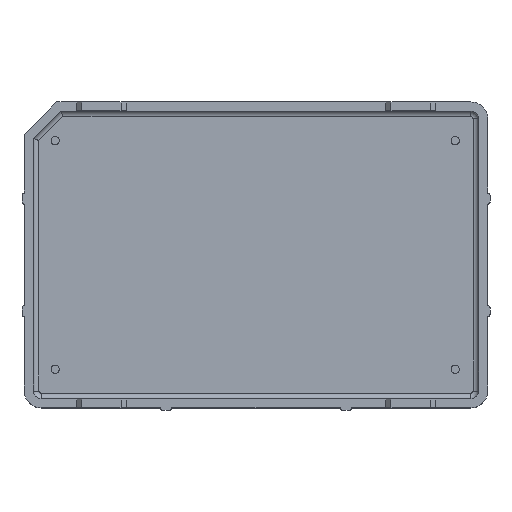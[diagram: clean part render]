
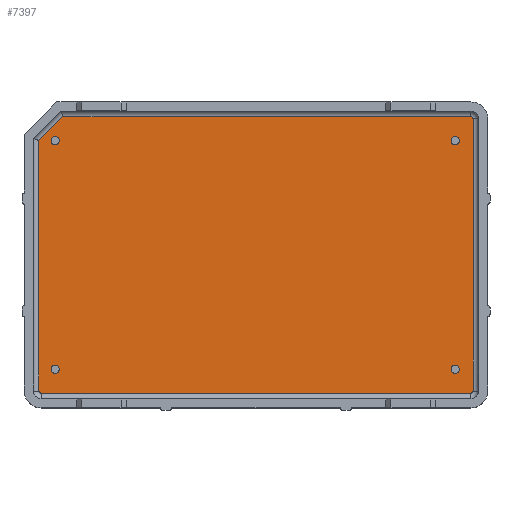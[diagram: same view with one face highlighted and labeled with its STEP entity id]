
A CAD part, top view. The second image highlights one B-rep face of the part: STEP entity #7397.
In plain terms, the highlighted planar face has unit normal (0, 0, 1).
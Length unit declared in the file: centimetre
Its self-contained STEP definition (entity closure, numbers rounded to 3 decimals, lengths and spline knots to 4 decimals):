
#247=PLANE('',#7858);
#623=VECTOR('',#8467,1.);
#624=VECTOR('',#8478,1.);
#625=VECTOR('',#8486,1.);
#626=VECTOR('',#8496,1.);
#627=VECTOR('',#8504,1.);
#1513=LINE('',#9982,#623);
#1514=LINE('',#9992,#624);
#1515=LINE('',#9998,#625);
#1516=LINE('',#10006,#626);
#1517=LINE('',#10012,#627);
#2402=VERTEX_POINT('',#9983);
#2403=VERTEX_POINT('',#9984);
#2404=VERTEX_POINT('',#9989);
#2405=VERTEX_POINT('',#9991);
#2406=VERTEX_POINT('',#9995);
#2407=VERTEX_POINT('',#10001);
#2408=VERTEX_POINT('',#10005);
#2409=VERTEX_POINT('',#10009);
#2410=VERTEX_POINT('',#10015);
#2411=VERTEX_POINT('',#10017);
#2412=VERTEX_POINT('',#10019);
#2413=VERTEX_POINT('',#10021);
#3061=CIRCLE('',#7846,0.02);
#3064=CIRCLE('',#7851,0.02);
#3067=CIRCLE('',#7856,0.02);
#3068=CIRCLE('',#7859,0.0365);
#3069=CIRCLE('',#7860,0.0365);
#3070=CIRCLE('',#7861,0.0365);
#3071=CIRCLE('',#7862,0.0365);
#3281=EDGE_CURVE('',#2402,#2403,#1513,.T.);
#3286=EDGE_CURVE('',#2405,#2404,#1514,.T.);
#3287=EDGE_CURVE('',#2404,#2406,#3061,.T.);
#3289=EDGE_CURVE('',#2406,#2402,#1515,.T.);
#3291=EDGE_CURVE('',#2407,#2405,#3064,.T.);
#3293=EDGE_CURVE('',#2408,#2407,#1516,.T.);
#3295=EDGE_CURVE('',#2409,#2408,#3067,.T.);
#3296=EDGE_CURVE('',#2403,#2409,#1517,.T.);
#3297=EDGE_CURVE('',#2410,#2410,#3068,.T.);
#3298=EDGE_CURVE('',#2411,#2411,#3069,.T.);
#3299=EDGE_CURVE('',#2412,#2412,#3070,.T.);
#3300=EDGE_CURVE('',#2413,#2413,#3071,.T.);
#4571=ORIENTED_EDGE('',*,*,#3289,.F.);
#4572=ORIENTED_EDGE('',*,*,#3287,.F.);
#4573=ORIENTED_EDGE('',*,*,#3286,.F.);
#4574=ORIENTED_EDGE('',*,*,#3291,.F.);
#4575=ORIENTED_EDGE('',*,*,#3293,.F.);
#4576=ORIENTED_EDGE('',*,*,#3295,.F.);
#4577=ORIENTED_EDGE('',*,*,#3296,.F.);
#4578=ORIENTED_EDGE('',*,*,#3281,.F.);
#4579=ORIENTED_EDGE('',*,*,#3297,.T.);
#4580=ORIENTED_EDGE('',*,*,#3298,.T.);
#4581=ORIENTED_EDGE('',*,*,#3299,.T.);
#4582=ORIENTED_EDGE('',*,*,#3300,.T.);
#6493=EDGE_LOOP('',(#4571,#4572,#4573,#4574,#4575,#4576,#4577,#4578));
#6494=EDGE_LOOP('',(#4579));
#6495=EDGE_LOOP('',(#4580));
#6496=EDGE_LOOP('',(#4581));
#6497=EDGE_LOOP('',(#4582));
#6946=FACE_BOUND('',#6493,.T.);
#6947=FACE_BOUND('',#6494,.T.);
#6948=FACE_BOUND('',#6495,.T.);
#6949=FACE_BOUND('',#6496,.T.);
#6950=FACE_BOUND('',#6497,.T.);
#7397=ADVANCED_FACE('',(#6946,#6947,#6948,#6949,#6950),#247,.T.);
#7846=AXIS2_PLACEMENT_3D('',#9994,#8480,#8481);
#7851=AXIS2_PLACEMENT_3D('',#10002,#8490,#8491);
#7856=AXIS2_PLACEMENT_3D('',#10010,#8500,#8501);
#7858=AXIS2_PLACEMENT_3D('',#10013,#8505,$);
#7859=AXIS2_PLACEMENT_3D('',#10014,#8506,#8507);
#7860=AXIS2_PLACEMENT_3D('',#10016,#8508,#8509);
#7861=AXIS2_PLACEMENT_3D('',#10018,#8510,#8511);
#7862=AXIS2_PLACEMENT_3D('',#10020,#8512,#8513);
#8467=DIRECTION('',(0.707,0.707,0.));
#8478=DIRECTION('',(-1.,0.,0.));
#8480=DIRECTION('',(0.,0.,-1.));
#8481=DIRECTION('',(-0.014,-0.014,0.));
#8486=DIRECTION('',(0.,1.,0.));
#8490=DIRECTION('',(0.,0.,-1.));
#8491=DIRECTION('',(0.014,-0.014,0.));
#8496=DIRECTION('',(0.,-1.,0.));
#8500=DIRECTION('',(0.,0.,-1.));
#8501=DIRECTION('',(0.014,0.014,0.));
#8504=DIRECTION('',(1.,0.,0.));
#8505=DIRECTION('',(0.,0.,1.));
#8506=DIRECTION('',(0.,0.,-1.));
#8507=DIRECTION('',(-0.036,0.008,0.));
#8508=DIRECTION('',(0.,0.,-1.));
#8509=DIRECTION('',(-0.036,0.008,0.));
#8510=DIRECTION('',(0.,0.,-1.));
#8511=DIRECTION('',(-0.036,0.008,0.));
#8512=DIRECTION('',(0.,0.,-1.));
#8513=DIRECTION('',(-0.036,0.008,0.));
#9982=CARTESIAN_POINT('',(-1.6465,1.2996,0.746));
#9983=CARTESIAN_POINT('',(-1.93,1.0162,0.746));
#9984=CARTESIAN_POINT('',(-1.7162,1.23,0.746));
#9989=CARTESIAN_POINT('',(-1.91,-1.23,0.746));
#9991=CARTESIAN_POINT('',(1.91,-1.23,0.746));
#9992=CARTESIAN_POINT('',(0.0091,-1.23,0.746));
#9994=CARTESIAN_POINT('',(-1.91,-1.21,0.746));
#9995=CARTESIAN_POINT('',(-1.93,-1.21,0.746));
#9998=CARTESIAN_POINT('',(-1.93,-0.0494,0.746));
#10001=CARTESIAN_POINT('',(1.93,-1.21,0.746));
#10002=CARTESIAN_POINT('',(1.91,-1.21,0.746));
#10005=CARTESIAN_POINT('',(1.93,1.21,0.746));
#10006=CARTESIAN_POINT('',(1.93,-0.0061,0.746));
#10009=CARTESIAN_POINT('',(1.91,1.23,0.746));
#10010=CARTESIAN_POINT('',(1.91,1.21,0.746));
#10012=CARTESIAN_POINT('',(0.0524,1.23,0.746));
#10013=CARTESIAN_POINT('',(0.0183,-0.0122,0.746));
#10014=CARTESIAN_POINT('',(1.771,-1.017,0.746));
#10015=CARTESIAN_POINT('',(1.8065,-1.0254,0.746));
#10016=CARTESIAN_POINT('',(1.771,1.015,0.746));
#10017=CARTESIAN_POINT('',(1.8065,1.0066,0.746));
#10018=CARTESIAN_POINT('',(-1.785,1.015,0.746));
#10019=CARTESIAN_POINT('',(-1.7495,1.0066,0.746));
#10020=CARTESIAN_POINT('',(-1.785,-1.017,0.746));
#10021=CARTESIAN_POINT('',(-1.7495,-1.0254,0.746));
